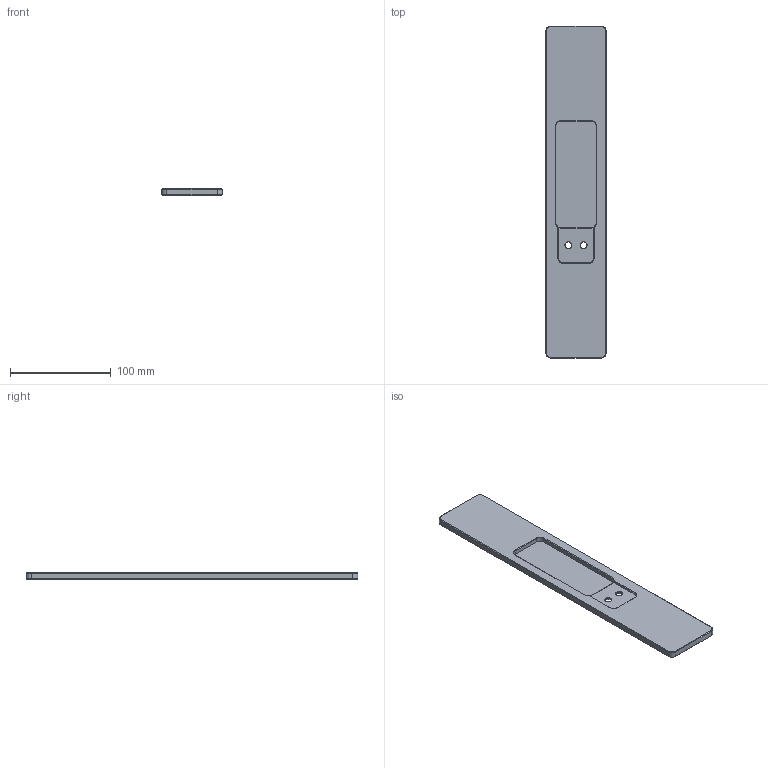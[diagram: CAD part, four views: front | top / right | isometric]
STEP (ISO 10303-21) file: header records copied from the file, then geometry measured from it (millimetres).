
FILE_DESCRIPTION(('FreeCAD Model'),'2;1');
FILE_NAME('mini-beieli-auflage.step','2021-02-19T21:12:53',('Author'),(''), 'Open CASCADE STEP processor 7.5','FreeCAD','Unknown');
FILE_SCHEMA(('AUTOMOTIVE_DESIGN { 1 0 10303 214 1 1 1 1 }'));
Length unit declared in the file: millimetre
Products named in the file (1): Body
Bounding box: 60 x 330 x 6.5 mm (x, y, z)
Volume: 106263.9 mm3; surface area: 45407.6 mm2
Topology: 1 solids, 1 shells, 62 faces, 145 edges, 86 vertices
Faces by surface type: plane 30, cone 20, cylinder 12
Full cylindrical faces by diameter (mm): 6.6 x2
Entity records: 3700 total; most frequent: CARTESIAN_POINT 664, DIRECTION 597, LINE 351, VECTOR 351, ORIENTED_EDGE 290, PCURVE 290, DEFINITIONAL_REPRESENTATION 290, EDGE_CURVE 145
